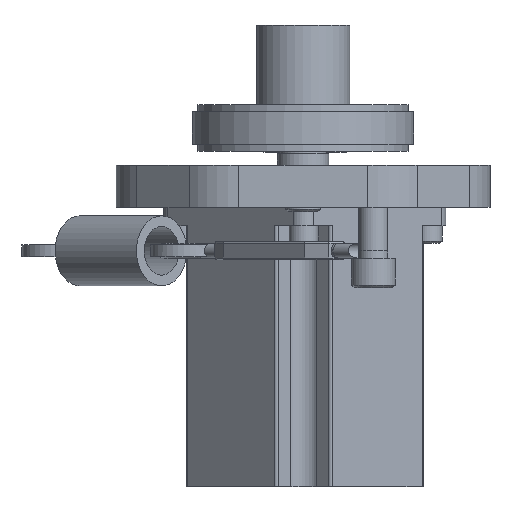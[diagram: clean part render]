
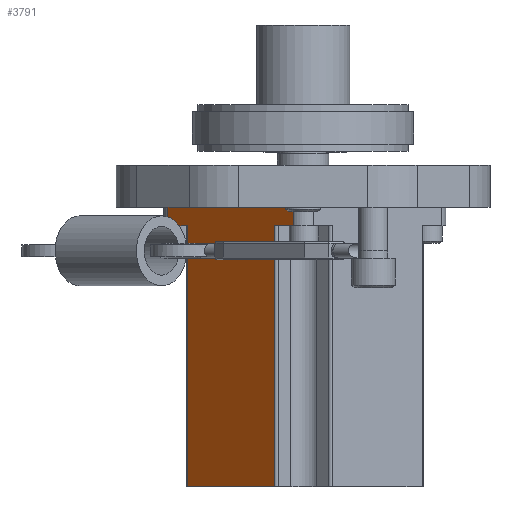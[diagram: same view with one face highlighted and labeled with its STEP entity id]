
A CAD part, front view. The second image highlights one B-rep face of the part: STEP entity #3791.
In plain terms, the highlighted planar face has unit normal (-0.714, -0.7, 0).
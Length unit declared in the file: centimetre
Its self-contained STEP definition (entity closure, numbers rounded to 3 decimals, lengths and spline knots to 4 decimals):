
#177=VECTOR('',#4940,1.);
#189=VECTOR('',#4965,1.);
#195=VECTOR('',#4984,1.);
#203=VECTOR('',#5004,1.);
#204=VECTOR('',#5013,1.);
#206=VECTOR('',#5029,1.);
#207=VECTOR('',#5036,1.);
#208=VECTOR('',#5038,1.);
#209=VECTOR('',#5039,1.);
#210=VECTOR('',#5040,1.);
#434=LINE('',#6462,#177);
#446=LINE('',#6494,#189);
#452=LINE('',#6510,#195);
#460=LINE('',#6532,#203);
#461=LINE('',#6540,#204);
#463=LINE('',#6550,#206);
#464=LINE('',#6556,#207);
#465=LINE('',#6558,#208);
#466=LINE('',#6560,#209);
#467=LINE('',#6563,#210);
#674=PLANE('',#4194);
#922=VERTEX_POINT('',#6461);
#923=VERTEX_POINT('',#6463);
#935=VERTEX_POINT('',#6493);
#938=VERTEX_POINT('',#6511);
#945=VERTEX_POINT('',#6533);
#946=VERTEX_POINT('',#6539);
#947=VERTEX_POINT('',#6551);
#948=VERTEX_POINT('',#6555);
#949=VERTEX_POINT('',#6559);
#950=VERTEX_POINT('',#6561);
#951=VERTEX_POINT('',#6562);
#1574=EDGE_CURVE('',#923,#922,#434,.T.);
#1591=EDGE_CURVE('',#935,#922,#446,.T.);
#1599=EDGE_CURVE('',#923,#938,#452,.T.);
#1610=EDGE_CURVE('',#938,#945,#460,.T.);
#1614=EDGE_CURVE('',#946,#935,#461,.T.);
#1619=EDGE_CURVE('',#945,#947,#463,.T.);
#1622=EDGE_CURVE('',#948,#946,#464,.T.);
#1623=EDGE_CURVE('',#948,#949,#465,.T.);
#1624=EDGE_CURVE('',#950,#949,#466,.T.);
#1625=EDGE_CURVE('',#950,#951,#465,.T.);
#1626=EDGE_CURVE('',#947,#951,#467,.T.);
#2441=ORIENTED_EDGE('',*,*,#1614,.F.);
#2442=ORIENTED_EDGE('',*,*,#1622,.F.);
#2443=ORIENTED_EDGE('',*,*,#1623,.T.);
#2444=ORIENTED_EDGE('',*,*,#1624,.F.);
#2445=ORIENTED_EDGE('',*,*,#1625,.T.);
#2446=ORIENTED_EDGE('',*,*,#1626,.F.);
#2447=ORIENTED_EDGE('',*,*,#1619,.F.);
#2448=ORIENTED_EDGE('',*,*,#1610,.F.);
#2449=ORIENTED_EDGE('',*,*,#1599,.F.);
#2450=ORIENTED_EDGE('',*,*,#1574,.T.);
#2451=ORIENTED_EDGE('',*,*,#1591,.F.);
#3146=EDGE_LOOP('',(#2441,#2442,#2443,#2444,#2445,#2446,#2447,#2448,#2449,
#2450,#2451));
#3506=FACE_BOUND('',#3146,.T.);
#3791=ADVANCED_FACE('',(#3506),#674,.T.);
#4194=AXIS2_PLACEMENT_3D('',#6557,#5037,$);
#4940=DIRECTION('',(0.7,-0.714,0.));
#4965=DIRECTION('',(0.,0.,-1.));
#4984=DIRECTION('',(0.,0.,1.));
#5004=DIRECTION('',(-0.7,0.714,0.));
#5013=DIRECTION('',(-0.7,0.714,0.));
#5029=DIRECTION('',(0.,0.,1.));
#5036=DIRECTION('',(0.,0.,-1.));
#5037=DIRECTION('',(-0.714,-0.7,0.));
#5038=DIRECTION('',(-0.7,0.714,0.));
#5039=DIRECTION('',(0.7,-0.714,0.));
#5040=DIRECTION('',(0.7,-0.714,0.));
#6461=CARTESIAN_POINT('',(-0.7797,-3.828,-7.6));
#6462=CARTESIAN_POINT('',(0.0061,-4.6298,-7.6));
#6463=CARTESIAN_POINT('',(-3.1557,-1.4034,-7.6));
#6493=CARTESIAN_POINT('',(-0.7797,-3.828,-0.5));
#6494=CARTESIAN_POINT('',(-0.7797,-3.828,-3.8));
#6510=CARTESIAN_POINT('',(-3.1557,-1.4034,-3.8));
#6511=CARTESIAN_POINT('',(-3.1557,-1.4034,-0.5));
#6532=CARTESIAN_POINT('',(-2.7714,-1.7955,-0.5));
#6533=CARTESIAN_POINT('',(-3.6748,-0.8737,-0.5));
#6539=CARTESIAN_POINT('',(-0.2606,-4.3577,-0.5));
#6540=CARTESIAN_POINT('',(-1.1639,-3.4359,-0.5));
#6550=CARTESIAN_POINT('',(-3.6748,-0.8737,0.));
#6551=CARTESIAN_POINT('',(-3.6748,-0.8737,0.));
#6555=CARTESIAN_POINT('',(-0.2606,-4.3577,0.));
#6556=CARTESIAN_POINT('',(-0.2606,-4.3577,0.));
#6557=CARTESIAN_POINT('',(-1.9677,-2.6157,0.));
#6558=CARTESIAN_POINT('',(0.0061,-4.6298,0.));
#6559=CARTESIAN_POINT('',(-0.3175,-4.2996,0.));
#6560=CARTESIAN_POINT('',(-2.1395,-2.4404,0.));
#6561=CARTESIAN_POINT('',(-3.0852,-1.4753,0.));
#6562=CARTESIAN_POINT('',(-3.6449,-0.9042,0.));
#6563=CARTESIAN_POINT('',(-2.1395,-2.4404,0.));
